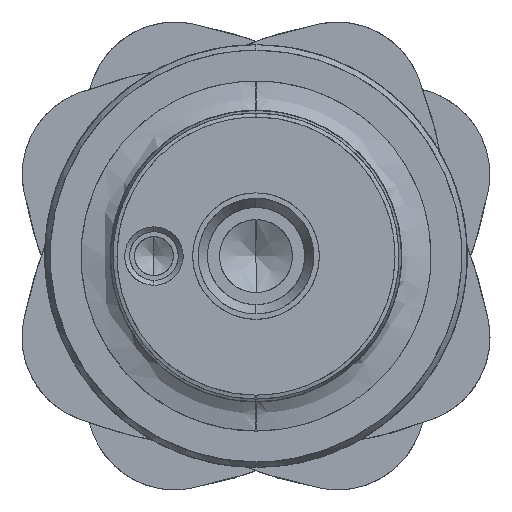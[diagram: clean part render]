
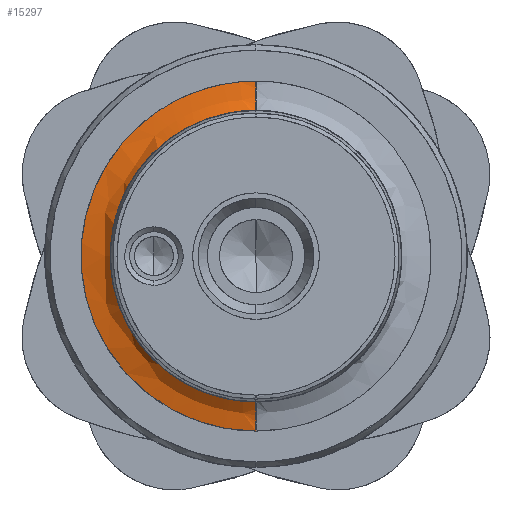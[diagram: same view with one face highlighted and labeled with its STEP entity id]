
A CAD part, left-side view. The second image highlights one B-rep face of the part: STEP entity #15297.
In plain terms, the highlighted free-form (B-spline) face has degree [3, 3] with [4, 4] control points.
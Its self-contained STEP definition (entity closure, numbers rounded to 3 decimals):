
#15297 = ADVANCED_FACE('',(#15298),#15334,.T.);
#15298 = FACE_BOUND('',#15299,.T.);
#15299 = EDGE_LOOP('',(#15300,#15311,#15319,#15328));
#15300 = ORIENTED_EDGE('',*,*,#15301,.T.);
#15301 = EDGE_CURVE('',#15302,#15304,#15306,.T.);
#15302 = VERTEX_POINT('',#15303);
#15303 = CARTESIAN_POINT('',(360.916,844.908,
    413.277));
#15304 = VERTEX_POINT('',#15305);
#15305 = CARTESIAN_POINT('',(360.916,844.908,
    448.942));
#15306 = ( BOUNDED_CURVE() B_SPLINE_CURVE(3,(#15307,#15308,#15309,#15310
),.UNSPECIFIED.,.F.,.F.) B_SPLINE_CURVE_WITH_KNOTS((4,4),(0.,1.),
.PIECEWISE_BEZIER_KNOTS.) CURVE() GEOMETRIC_REPRESENTATION_ITEM() 
RATIONAL_B_SPLINE_CURVE((0.957,0.319,0.319,
0.957)) REPRESENTATION_ITEM('') );
#15307 = CARTESIAN_POINT('',(360.916,844.908,
    413.277));
#15308 = CARTESIAN_POINT('',(360.916,880.572,
    413.277));
#15309 = CARTESIAN_POINT('',(360.916,880.572,
    448.942));
#15310 = CARTESIAN_POINT('',(360.916,844.908,
    448.942));
#15311 = ORIENTED_EDGE('',*,*,#15312,.T.);
#15312 = EDGE_CURVE('',#15304,#15313,#15315,.T.);
#15313 = VERTEX_POINT('',#15314);
#15314 = CARTESIAN_POINT('',(355.963,844.908,
    443.988));
#15315 = ( BOUNDED_CURVE() B_SPLINE_CURVE(2,(#15316,#15317,#15318),
.UNSPECIFIED.,.F.,.F.) B_SPLINE_CURVE_WITH_KNOTS((3,3),(
0.,1.571),.PIECEWISE_BEZIER_KNOTS.) CURVE() 
GEOMETRIC_REPRESENTATION_ITEM() RATIONAL_B_SPLINE_CURVE((1.,
0.707,1.)) REPRESENTATION_ITEM('') );
#15316 = CARTESIAN_POINT('',(360.916,844.908,
    448.942));
#15317 = CARTESIAN_POINT('',(360.916,844.908,
    443.988));
#15318 = CARTESIAN_POINT('',(355.963,844.908,
    443.988));
#15319 = ORIENTED_EDGE('',*,*,#15320,.T.);
#15320 = EDGE_CURVE('',#15313,#15321,#15323,.T.);
#15321 = VERTEX_POINT('',#15322);
#15322 = CARTESIAN_POINT('',(355.963,844.908,
    418.231));
#15323 = ( BOUNDED_CURVE() B_SPLINE_CURVE(3,(#15324,#15325,#15326,#15327
),.UNSPECIFIED.,.F.,.F.) B_SPLINE_CURVE_WITH_KNOTS((4,4),(0.,1.),
.PIECEWISE_BEZIER_KNOTS.) CURVE() GEOMETRIC_REPRESENTATION_ITEM() 
RATIONAL_B_SPLINE_CURVE((0.957,0.319,0.319,
0.957)) REPRESENTATION_ITEM('') );
#15324 = CARTESIAN_POINT('',(355.963,844.908,
    443.988));
#15325 = CARTESIAN_POINT('',(355.963,870.666,
    443.988));
#15326 = CARTESIAN_POINT('',(355.963,870.666,
    418.231));
#15327 = CARTESIAN_POINT('',(355.963,844.908,
    418.231));
#15328 = ORIENTED_EDGE('',*,*,#15329,.T.);
#15329 = EDGE_CURVE('',#15321,#15302,#15330,.T.);
#15330 = ( BOUNDED_CURVE() B_SPLINE_CURVE(2,(#15331,#15332,#15333),
.UNSPECIFIED.,.F.,.F.) B_SPLINE_CURVE_WITH_KNOTS((3,3),(
0.,1.571),.PIECEWISE_BEZIER_KNOTS.) CURVE() 
GEOMETRIC_REPRESENTATION_ITEM() RATIONAL_B_SPLINE_CURVE((1.,
0.707,1.)) REPRESENTATION_ITEM('') );
#15331 = CARTESIAN_POINT('',(355.963,844.908,
    418.231));
#15332 = CARTESIAN_POINT('',(360.916,844.908,
    418.231));
#15333 = CARTESIAN_POINT('',(360.916,844.908,
    413.277));
#15334 = ( BOUNDED_SURFACE() B_SPLINE_SURFACE(3,3,(
    (#15335,#15336,#15337,#15338)
    ,(#15339,#15340,#15341,#15342)
    ,(#15343,#15344,#15345,#15346)
    ,(#15347,#15348,#15349,#15350
)),.UNSPECIFIED.,.F.,.F.,.F.) B_SPLINE_SURFACE_WITH_KNOTS((4,4),(4,4),(
    0.,1.),(0.,1.),.PIECEWISE_BEZIER_KNOTS.) 
GEOMETRIC_REPRESENTATION_ITEM() RATIONAL_B_SPLINE_SURFACE((
    (1.,0.333,0.333,1.)
    ,(0.755,0.252,0.252,0.755)
    ,(0.755,0.252,0.252,0.755)
,(1.,0.333,0.333,1.
))) REPRESENTATION_ITEM('') SURFACE() );
#15335 = CARTESIAN_POINT('',(360.891,844.908,
    449.436));
#15336 = CARTESIAN_POINT('',(360.891,881.561,
    449.436));
#15337 = CARTESIAN_POINT('',(360.891,881.561,
    412.783));
#15338 = CARTESIAN_POINT('',(360.891,844.908,
    412.783));
#15339 = CARTESIAN_POINT('',(361.229,844.908,
    446.068));
#15340 = CARTESIAN_POINT('',(361.229,874.826,
    446.068));
#15341 = CARTESIAN_POINT('',(361.229,874.826,
    416.15));
#15342 = CARTESIAN_POINT('',(361.229,844.908,
    416.15));
#15343 = CARTESIAN_POINT('',(358.836,844.908,
    443.675));
#15344 = CARTESIAN_POINT('',(358.836,870.039,
    443.675));
#15345 = CARTESIAN_POINT('',(358.836,870.039,
    418.544));
#15346 = CARTESIAN_POINT('',(358.836,844.908,
    418.544));
#15347 = CARTESIAN_POINT('',(355.468,844.908,
    444.013));
#15348 = CARTESIAN_POINT('',(355.468,870.715,
    444.013));
#15349 = CARTESIAN_POINT('',(355.468,870.715,
    418.206));
#15350 = CARTESIAN_POINT('',(355.468,844.908,
    418.206));
